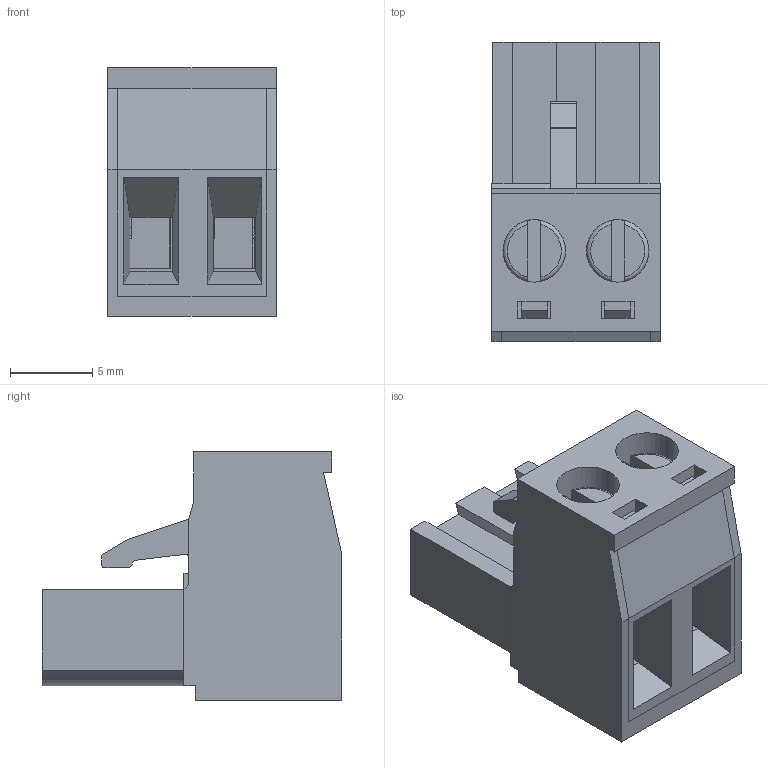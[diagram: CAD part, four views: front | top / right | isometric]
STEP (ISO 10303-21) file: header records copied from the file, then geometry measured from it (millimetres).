
FILE_DESCRIPTION( ( 'Unknown' ), '1' );
FILE_NAME( '691351500002.stp', 'Unknown', ( 'Unknown' ), ( 'Unknown' ), 'PSStep 18.0.17', 'Unknown', ' ' );
FILE_SCHEMA( ( 'AUTOMOTIVE_DESIGN { 1 0 10303 214 1 1 1 1 }' ) );
Length unit declared in the file: millimetre
Products named in the file (6): Assem1; 691351500002; 6913515000xx_CAGE; 6913515000xx_PIN; 6913515000xx_VIS; 691351500002_CAPOT
Assembly tree (8 placements, depth 2):
  Assem1
    691351500002
    6913515000xx_CAGE  x2
    6913515000xx_PIN  x2
    6913515000xx_VIS  x2
    691351500002_CAPOT
Bounding box: 10.26 x 18.2 x 15.1 mm (x, y, z)
Volume: 1217.2 mm3; surface area: 3419.7 mm2
Topology: 8 solids, 8 shells, 487 faces, 1322 edges, 864 vertices
Faces by surface type: plane 363, cylinder 114, torus 6, cone 4
Full cylindrical faces by diameter (mm): 1.5 x2, 2.2 x2, 2.5 x2, 2.9 x2, 2.95 x2, 3 x2, 3.8 x4
Entity records: 14252 total; most frequent: CARTESIAN_POINT 2015, ORIENTED_EDGE 1924, DIRECTION 1844, EDGE_CURVE 962, LINE 802, VECTOR 802, VERTEX_POINT 636, AXIS2_PLACEMENT_3D 521
